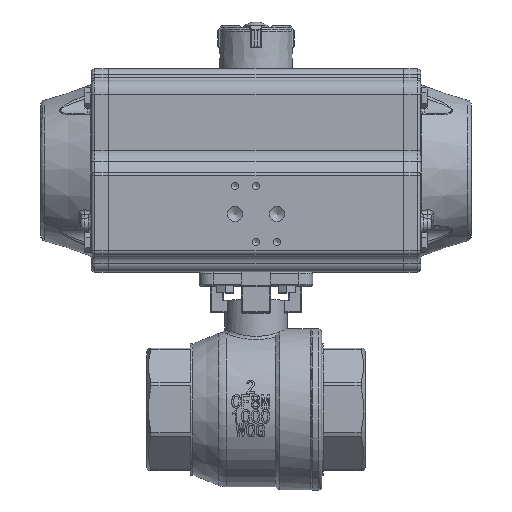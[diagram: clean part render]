
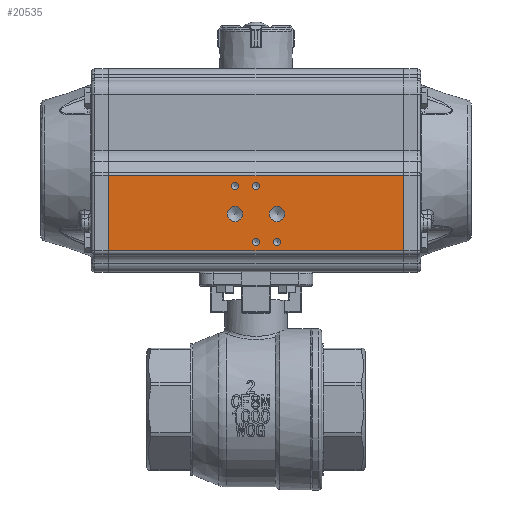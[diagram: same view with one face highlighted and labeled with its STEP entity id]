
A CAD part, top view. The second image highlights one B-rep face of the part: STEP entity #20535.
In plain terms, the highlighted face is planar.
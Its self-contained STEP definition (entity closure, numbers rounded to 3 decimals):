
#585=PLANE('',#22479);
#2136=LINE('',#38362,#3365);
#2137=LINE('',#38366,#3366);
#2138=LINE('',#38368,#3367);
#2139=LINE('',#38370,#3368);
#3365=VECTOR('',#26180,1000.);
#3366=VECTOR('',#26185,1000.);
#3367=VECTOR('',#26186,1000.);
#3368=VECTOR('',#26187,1000.);
#7061=ORIENTED_EDGE('',*,*,#11999,.F.);
#7062=ORIENTED_EDGE('',*,*,#12001,.T.);
#7063=ORIENTED_EDGE('',*,*,#12002,.T.);
#7064=ORIENTED_EDGE('',*,*,#12003,.T.);
#7065=ORIENTED_EDGE('',*,*,#11256,.F.);
#7066=ORIENTED_EDGE('',*,*,#11254,.F.);
#7067=ORIENTED_EDGE('',*,*,#11252,.F.);
#7068=ORIENTED_EDGE('',*,*,#11250,.F.);
#7069=ORIENTED_EDGE('',*,*,#11248,.F.);
#7070=ORIENTED_EDGE('',*,*,#11246,.F.);
#11246=EDGE_CURVE('',#14114,#14114,#16064,.T.);
#11248=EDGE_CURVE('',#14117,#14117,#16066,.T.);
#11250=EDGE_CURVE('',#14120,#14120,#16068,.T.);
#11252=EDGE_CURVE('',#14123,#14123,#16070,.T.);
#11254=EDGE_CURVE('',#14126,#14126,#16072,.T.);
#11256=EDGE_CURVE('',#14129,#14129,#16074,.T.);
#11999=EDGE_CURVE('',#14635,#14636,#2136,.T.);
#12001=EDGE_CURVE('',#14635,#14637,#2137,.T.);
#12002=EDGE_CURVE('',#14637,#14638,#2138,.T.);
#12003=EDGE_CURVE('',#14638,#14636,#2139,.T.);
#14114=VERTEX_POINT('',#32057);
#14117=VERTEX_POINT('',#32064);
#14120=VERTEX_POINT('',#32071);
#14123=VERTEX_POINT('',#32078);
#14126=VERTEX_POINT('',#32085);
#14129=VERTEX_POINT('',#32092);
#14635=VERTEX_POINT('',#38361);
#14636=VERTEX_POINT('',#38363);
#14637=VERTEX_POINT('',#38367);
#14638=VERTEX_POINT('',#38369);
#16064=CIRCLE('',#21850,2.1);
#16066=CIRCLE('',#21854,2.1);
#16068=CIRCLE('',#21858,2.1);
#16070=CIRCLE('',#21862,2.1);
#16072=CIRCLE('',#21866,4.4);
#16074=CIRCLE('',#21870,4.4);
#17559=EDGE_LOOP('',(#7061,#7062,#7063,#7064));
#17560=EDGE_LOOP('',(#7065));
#17561=EDGE_LOOP('',(#7066));
#17562=EDGE_LOOP('',(#7067));
#17563=EDGE_LOOP('',(#7068));
#17564=EDGE_LOOP('',(#7069));
#17565=EDGE_LOOP('',(#7070));
#19058=FACE_BOUND('',#17559,.T.);
#19059=FACE_BOUND('',#17560,.T.);
#19060=FACE_BOUND('',#17561,.T.);
#19061=FACE_BOUND('',#17562,.T.);
#19062=FACE_BOUND('',#17563,.T.);
#19063=FACE_BOUND('',#17564,.T.);
#19064=FACE_BOUND('',#17565,.T.);
#20535=ADVANCED_FACE('',(#19058,#19059,#19060,#19061,#19062,#19063,#19064),
#585,.F.);
#21850=AXIS2_PLACEMENT_3D('',#32056,#24692,#24693);
#21854=AXIS2_PLACEMENT_3D('',#32063,#24700,#24701);
#21858=AXIS2_PLACEMENT_3D('',#32070,#24708,#24709);
#21862=AXIS2_PLACEMENT_3D('',#32077,#24716,#24717);
#21866=AXIS2_PLACEMENT_3D('',#32084,#24724,#24725);
#21870=AXIS2_PLACEMENT_3D('',#32091,#24732,#24733);
#22479=AXIS2_PLACEMENT_3D('',#38365,#26183,#26184);
#24692=DIRECTION('',(-1.,0.,0.));
#24693=DIRECTION('',(0.,0.,1.));
#24700=DIRECTION('',(-1.,0.,0.));
#24701=DIRECTION('',(0.,0.,1.));
#24708=DIRECTION('',(-1.,0.,0.));
#24709=DIRECTION('',(0.,0.,1.));
#24716=DIRECTION('',(-1.,0.,0.));
#24717=DIRECTION('',(0.,0.,1.));
#24724=DIRECTION('',(-1.,0.,0.));
#24725=DIRECTION('',(0.,0.,1.));
#24732=DIRECTION('',(-1.,0.,0.));
#24733=DIRECTION('',(0.,0.,1.));
#26180=DIRECTION('',(0.,0.,-1.));
#26183=DIRECTION('',(1.,0.,0.));
#26184=DIRECTION('',(0.,1.,0.));
#26185=DIRECTION('',(0.,1.,0.));
#26186=DIRECTION('',(0.,0.,-1.));
#26187=DIRECTION('',(0.,-1.,0.));
#32056=CARTESIAN_POINT('',(-58.5,-41.,12.));
#32057=CARTESIAN_POINT('',(-58.5,-41.,14.1));
#32063=CARTESIAN_POINT('',(-58.5,-41.,0.));
#32064=CARTESIAN_POINT('',(-58.5,-41.,2.1));
#32070=CARTESIAN_POINT('',(-58.5,-9.,0.));
#32071=CARTESIAN_POINT('',(-58.5,-9.,2.1));
#32077=CARTESIAN_POINT('',(-58.5,-9.,-12.));
#32078=CARTESIAN_POINT('',(-58.5,-9.,-9.9));
#32084=CARTESIAN_POINT('',(-58.5,-25.,-12.));
#32085=CARTESIAN_POINT('',(-58.5,-25.,-7.6));
#32091=CARTESIAN_POINT('',(-58.5,-25.,12.));
#32092=CARTESIAN_POINT('',(-58.5,-25.,16.4));
#38361=CARTESIAN_POINT('',(-58.5,-46.,84.));
#38362=CARTESIAN_POINT('',(-58.5,-46.,84.5));
#38363=CARTESIAN_POINT('',(-58.5,-46.,-84.));
#38365=CARTESIAN_POINT('',(-58.5,-3.052,84.5));
#38366=CARTESIAN_POINT('',(-58.5,-3.052,84.));
#38367=CARTESIAN_POINT('',(-58.5,-3.052,84.));
#38368=CARTESIAN_POINT('',(-58.5,-3.052,84.5));
#38369=CARTESIAN_POINT('',(-58.5,-3.052,-84.));
#38370=CARTESIAN_POINT('',(-58.5,-3.052,-84.));
